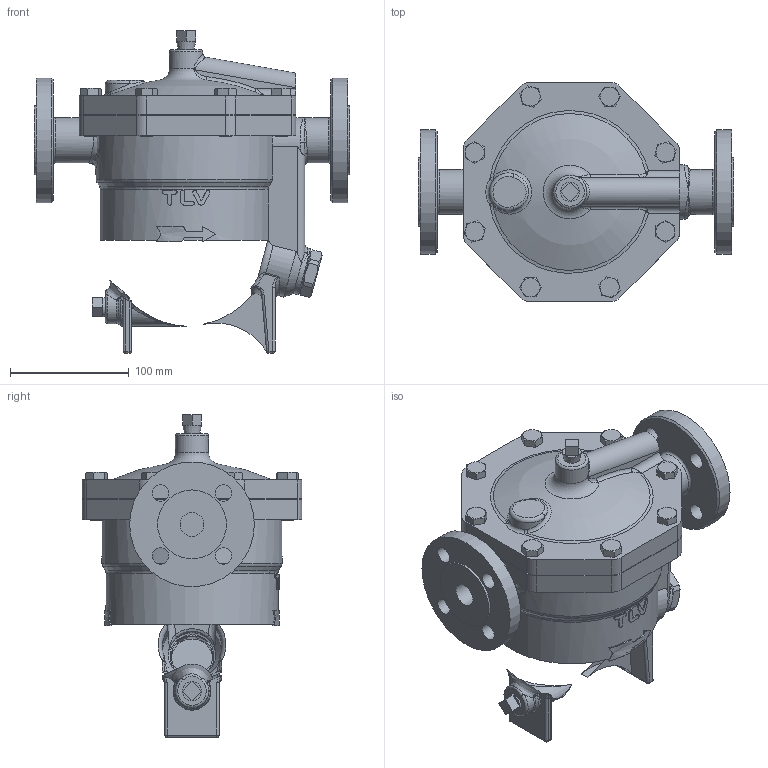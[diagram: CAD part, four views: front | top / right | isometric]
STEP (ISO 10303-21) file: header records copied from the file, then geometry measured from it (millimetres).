
FILE_DESCRIPTION(/* description */ (''),/* implementation_level */ '2;1');
FILE_NAME(/* name */ 'j7x00-020-e0016-00.stp',/* time_stamp */ '2019-05-31T16:22:55+09:00',/* author */ ('nakaot'),/* organization */ (''),/* preprocessor_version */ 'ST-DEVELOPER v15.6',/* originating_system */ 'Autodesk Inventor 2015',/* authorisation */ '');
FILE_SCHEMA (('AUTOMOTIVE_DESIGN { 1 0 10303 214 3 1 1 }'));
Length unit declared in the file: millimetre
Products named in the file (1): j7x00-020-e0016-00
Bounding box: 266 x 185 x 272 mm (x, y, z)
Volume: 3952893.9 mm3; surface area: 242506.3 mm2
Topology: 1 solids, 1 shells, 456 faces, 1115 edges, 678 vertices
Faces by surface type: plane 171, cylinder 108, bspline 83, cone 58, torus 26, sphere 10
Full cylindrical faces by diameter (mm): 10 x16, 12 x8, 14 x8, 20 x2, 28 x1, 38 x2, 40 x1, 58 x2, 105 x2, 150 x1
Entity records: 20727 total; most frequent: CARTESIAN_POINT 11132, ORIENTED_EDGE 2048, DIRECTION 1795, EDGE_CURVE 1024, AXIS2_PLACEMENT_3D 739, VERTEX_POINT 662, EDGE_LOOP 580, FACE_OUTER_BOUND 456
